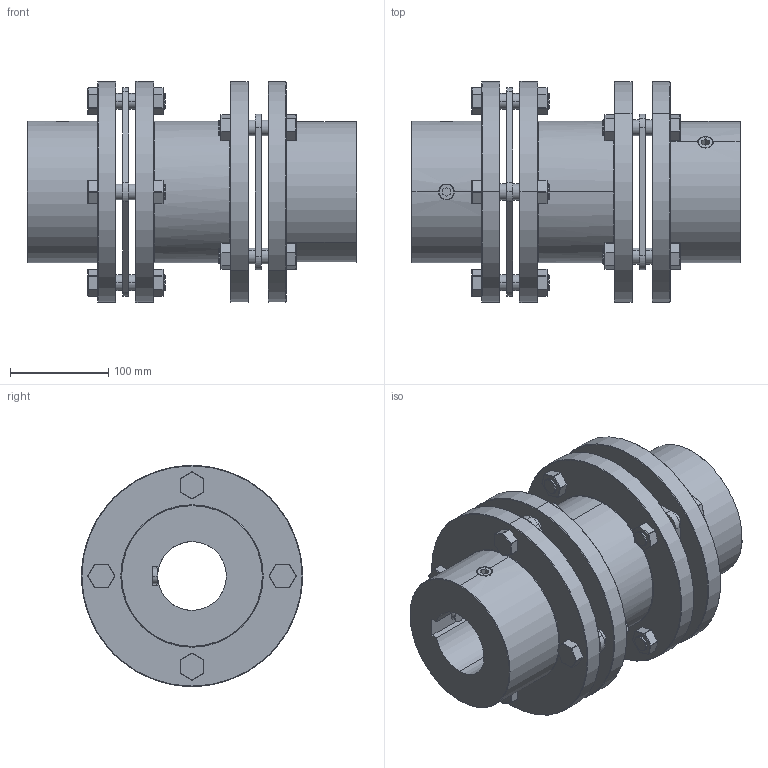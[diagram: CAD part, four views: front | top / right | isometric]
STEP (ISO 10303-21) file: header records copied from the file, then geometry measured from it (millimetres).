
FILE_DESCRIPTION (( 'STEP AP203' ), '1' );
FILE_NAME ('CL11-225k_Double.step', '2011-08-10T07:15:58', ( '' ), ( '' ), 'SwSTEP 2.0', 'SolidWorks 2010', '' );
FILE_SCHEMA (( 'CONFIG_CONTROL_DESIGN' ));
Length unit declared in the file: millimetre
Products named in the file (1): CL11-225k_Double
Bounding box: 335 x 225 x 225 mm (x, y, z)
Volume: 5738224.4 mm3; surface area: 585786.3 mm2
Topology: 1 solids, 1 shells, 648 faces, 1500 edges, 866 vertices
Faces by surface type: cylinder 308, plane 184, sphere 96, cone 60
Entity records: 18461 total; most frequent: CARTESIAN_POINT 3481, DIRECTION 3404, ORIENTED_EDGE 2904, EDGE_CURVE 1452, AXIS2_PLACEMENT_3D 1315, VERTEX_POINT 850, VECTOR 774, LINE 774
